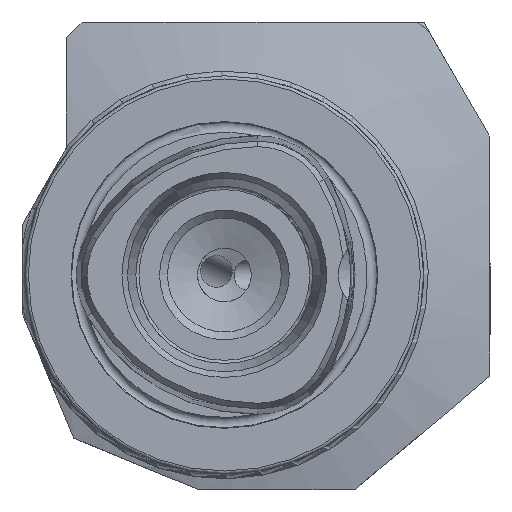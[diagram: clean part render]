
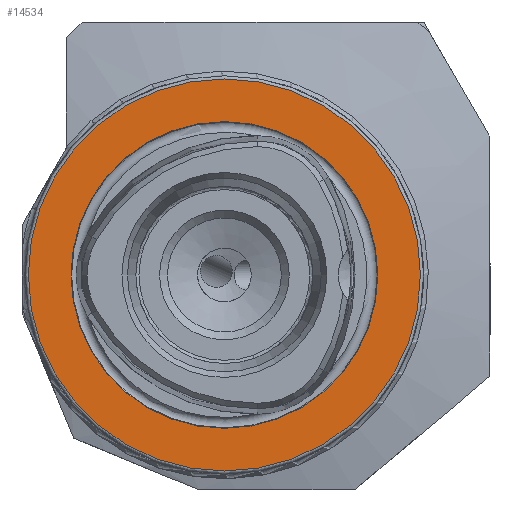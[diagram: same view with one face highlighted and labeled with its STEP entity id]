
A CAD part, left-side view. The second image highlights one B-rep face of the part: STEP entity #14534.
In plain terms, the highlighted planar face has unit normal (-1, 0, 0).
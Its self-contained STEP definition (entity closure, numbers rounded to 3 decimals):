
#778 = VERTEX_POINT ( 'NONE', #4704 ) ;
#2062 = PLANE ( 'NONE',  #14196 ) ;
#2804 = CARTESIAN_POINT ( 'NONE',  ( 0., 0., 0. ) ) ;
#3845 = DIRECTION ( 'NONE',  ( -1., 0., 0. ) ) ;
#4392 = FACE_BOUND ( 'NONE', #14460, .T. ) ;
#4532 = ORIENTED_EDGE ( 'NONE', *, *, #14317, .T. ) ;
#4704 = CARTESIAN_POINT ( 'NONE',  ( 0., 0., 24.25 ) ) ;
#4783 = VERTEX_POINT ( 'NONE', #8456 ) ;
#4946 = DIRECTION ( 'NONE',  ( 0., 0., 1. ) ) ;
#5790 = CIRCLE ( 'NONE', #11415, 31. ) ;
#5947 = CARTESIAN_POINT ( 'NONE',  ( 0., 0., 0. ) ) ;
#6932 = DIRECTION ( 'NONE',  ( 1., 0., 0. ) ) ;
#7369 = ORIENTED_EDGE ( 'NONE', *, *, #9443, .F. ) ;
#8456 = CARTESIAN_POINT ( 'NONE',  ( 0., 0., 31. ) ) ;
#9181 = DIRECTION ( 'NONE',  ( 0., 0., -1. ) ) ;
#9231 = EDGE_LOOP ( 'NONE', ( #4532 ) ) ;
#9443 = EDGE_CURVE ( 'NONE', #778, #778, #11703, .T. ) ;
#9619 = DIRECTION ( 'NONE',  ( -1., 0., 0. ) ) ;
#11415 = AXIS2_PLACEMENT_3D ( 'NONE', #2804, #3845, #4946 ) ;
#11703 = CIRCLE ( 'NONE', #14497, 24.25 ) ;
#13967 = CARTESIAN_POINT ( 'NONE',  ( 0., 24.25, 0. ) ) ;
#14194 = FACE_OUTER_BOUND ( 'NONE', #9231, .T. ) ;
#14196 = AXIS2_PLACEMENT_3D ( 'NONE', #13967, #6932, #9181 ) ;
#14317 = EDGE_CURVE ( 'NONE', #4783, #4783, #5790, .T. ) ;
#14460 = EDGE_LOOP ( 'NONE', ( #7369 ) ) ;
#14497 = AXIS2_PLACEMENT_3D ( 'NONE', #5947, #9619, #15543 ) ;
#14534 = ADVANCED_FACE ( 'NONE', ( #4392, #14194 ), #2062, .F. ) ;
#15543 = DIRECTION ( 'NONE',  ( 0., 0., 1. ) ) ;
